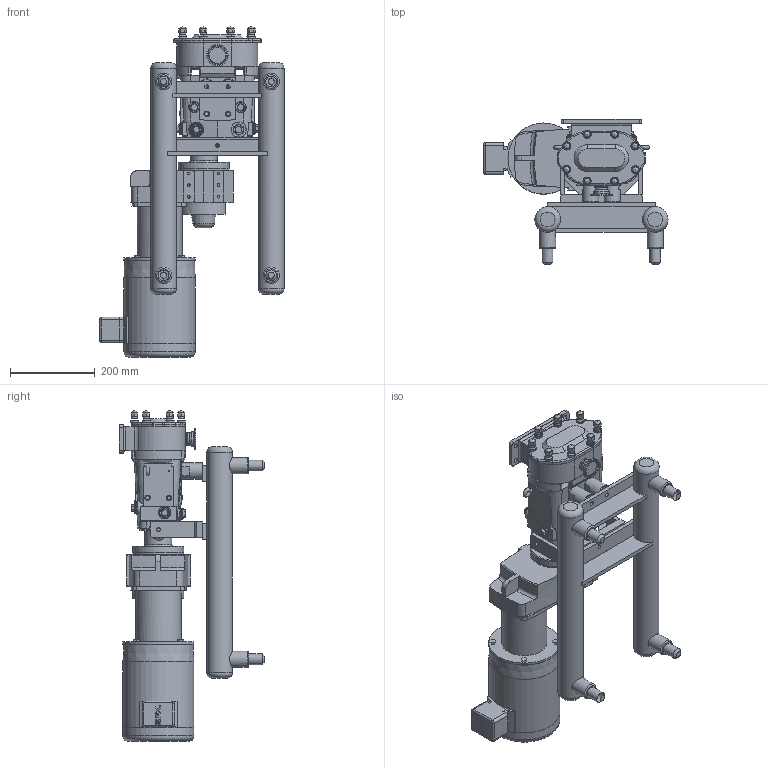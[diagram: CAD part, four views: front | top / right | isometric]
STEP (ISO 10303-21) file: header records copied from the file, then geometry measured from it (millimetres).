
FILE_DESCRIPTION(/* description */ (''),/* implementation_level */ '2;1');
FILE_NAME(/* name */ 'U3_014U3_56C_(1.53 x 4.77)x1.5_S-Line_0.5HP_SIDE_SM.stp',/* time_stamp */ '2021-05-24T18:47:54+05:00',/* author */ ('trtmhr'),/* organization */ (''),/* preprocessor_version */ 'ST-DEVELOPER v18.1',/* originating_system */ 'Autodesk Inventor 2020',/* authorisation */ '');
FILE_SCHEMA (('AUTOMOTIVE_DESIGN { 1 0 10303 214 3 1 1 }'));
Length unit declared in the file: inch
Products named in the file (1): U3_014U3_56C_(1.53 x 4.77)x1.5_S-Line_0.5HP_SIDE_SM
Bounding box: 434.35 x 342.79 x 780.03 mm (x, y, z)
Volume: 18516125 mm3; surface area: 1012694.6 mm2
Topology: 5 solids, 5 shells, 1092 faces, 2977 edges, 1972 vertices
Faces by surface type: plane 559, cylinder 338, cone 68, torus 67, bspline 52, sphere 8
Full cylindrical faces by diameter (mm): 2.54 x3, 6.35 x12, 6.528 x4, 7.62 x2, 7.798 x1, 9.525 x3, 9.652 x2, 10.312 x4, 14.275 x8, 15.24 x1, 19.05 x8, 23.876 x3, 25.4 x11, 29.21 x2, 29.362 x2, 30.378 x1, 31.75 x3, 35.052 x2, 35.712 x1, 38.1 x7, 50.495 x1, 63.5 x1, 107.01 x1, 119.888 x1, 119.99 x1, 167.945 x1, 167.97 x1, 167.996 x1
Entity records: 36556 total; most frequent: CARTESIAN_POINT 8520, ORIENTED_EDGE 5930, DIRECTION 5858, EDGE_CURVE 2965, AXIS2_PLACEMENT_3D 2180, VERTEX_POINT 1972, LINE 1498, VECTOR 1498
